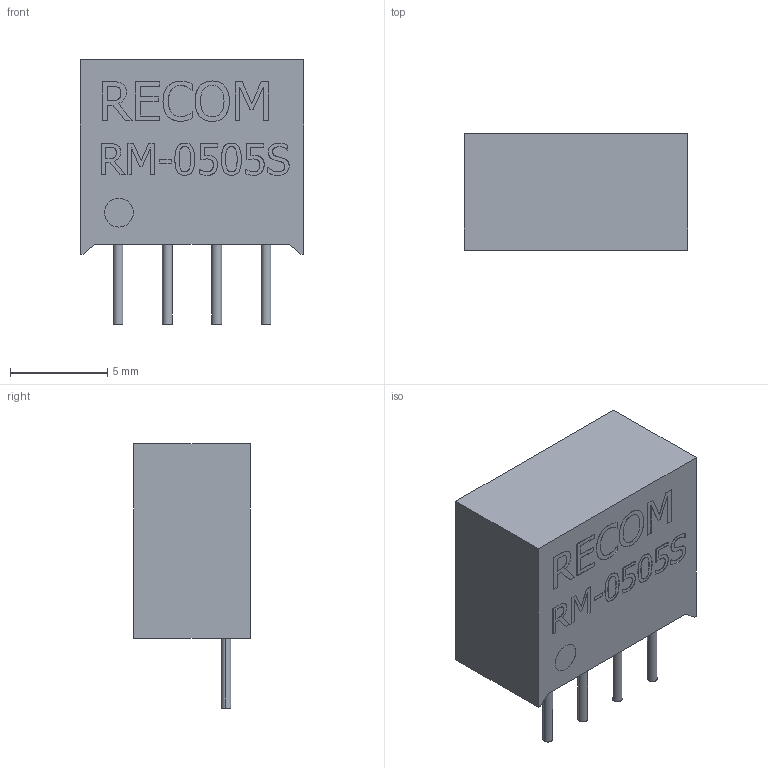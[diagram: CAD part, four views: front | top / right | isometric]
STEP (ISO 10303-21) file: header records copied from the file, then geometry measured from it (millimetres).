
FILE_DESCRIPTION(('FreeCAD Model'),'2;1');
FILE_NAME('RECOM_RM-0505S.step', '2017-12-28T13:41:19',('Author'),(''), 'Open CASCADE STEP processor 6.8','FreeCAD','Unknown');
FILE_SCHEMA(('AUTOMOTIVE_DESIGN_CC2 { 1 2 10303 214 -1 1 5 4 }'));
Length unit declared in the file: inch
Products named in the file (2): ASSEMBLY; RECOM_RM-0505S
Assembly tree (1 placements, depth 2):
  ASSEMBLY
    RECOM_RM-0505S
Bounding box: 11.5 x 6 x 13.6 mm (x, y, z)
Volume: 661.4 mm3; surface area: 507 mm2
Topology: 1 solids, 1 shells, 239 faces, 642 edges, 428 vertices
Faces by surface type: plane 119, bspline 110, cylinder 10
Entity records: 28867 total; most frequent: CARTESIAN_POINT 16277, ORIENTED_EDGE 1284, PCURVE 1284, DEFINITIONAL_REPRESENTATION 1284, DIRECTION 1276, LINE 966, VECTOR 966, B_SPLINE_CURVE_WITH_KNOTS 920
